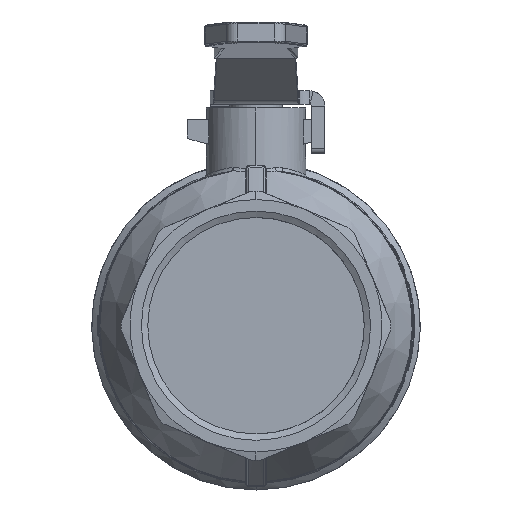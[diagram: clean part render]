
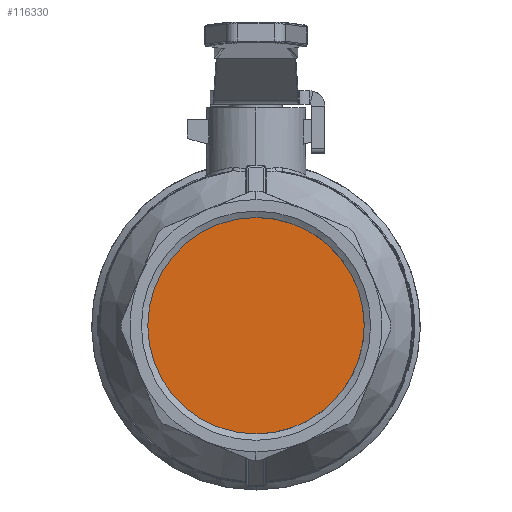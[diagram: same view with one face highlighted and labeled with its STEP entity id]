
A CAD part, left-side view. The second image highlights one B-rep face of the part: STEP entity #116330.
In plain terms, the highlighted planar face has unit normal (-1, 0, 0).
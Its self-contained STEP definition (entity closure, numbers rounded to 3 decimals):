
#9872=CARTESIAN_POINT('',(-35.,-0.,-28.328));
#9873=VERTEX_POINT('',#9872);
#9882=CARTESIAN_POINT('',(-35.,0.,0.));
#9883=DIRECTION('',(1.,0.,0.));
#9884=DIRECTION('',(0.,0.,-1.));
#9885=AXIS2_PLACEMENT_3D('',#9882,#9883,#9884);
#9886=CIRCLE('',#9885,28.328);
#9887=EDGE_CURVE('',#9873,#9873,#9886,.T.);
#116322=CARTESIAN_POINT('',(-35.,28.328,0.));
#116323=DIRECTION('',(1.,0.,0.));
#116324=DIRECTION('',(0.,1.,0.));
#116325=AXIS2_PLACEMENT_3D('',#116322,#116323,#116324);
#116326=PLANE('',#116325);
#116327=ORIENTED_EDGE('',*,*,#9887,.F.);
#116328=EDGE_LOOP('',(#116327));
#116329=FACE_BOUND('',#116328,.T.);
#116330=ADVANCED_FACE('',(#116329),#116326,.F.);
